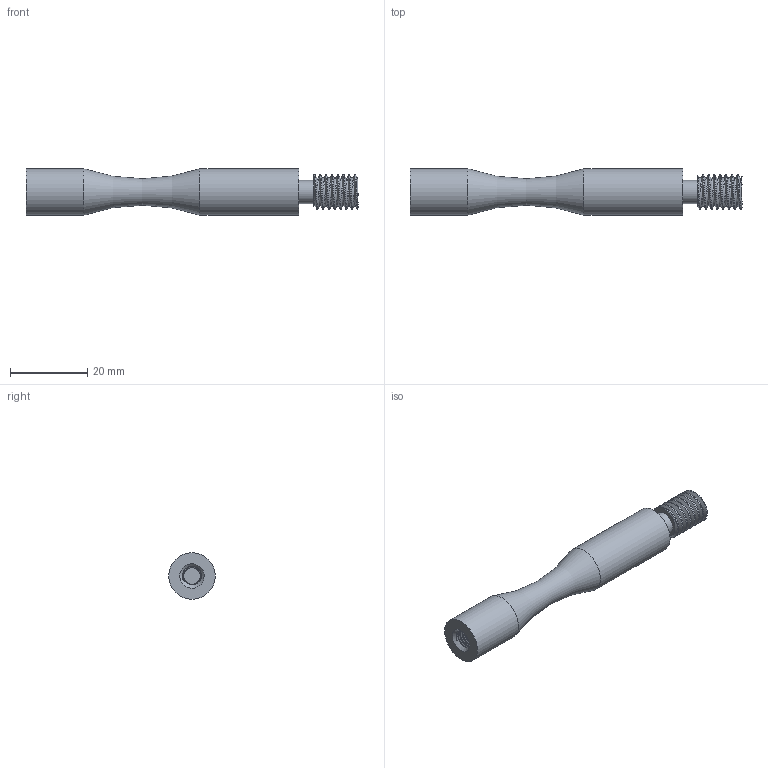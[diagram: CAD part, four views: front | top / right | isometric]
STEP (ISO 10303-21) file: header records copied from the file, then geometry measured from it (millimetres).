
FILE_DESCRIPTION(/* description */ (''),/* implementation_level */ '2;1');
FILE_NAME(/* name */ 'Verbindungsstifte_X220.stp',/* time_stamp */ '2017-07-25T10:54:06+02:00',/* author */ (''),/* organization */ (''),/* preprocessor_version */ 'ST-DEVELOPER v16',/* originating_system */ 'SIEMENS PLM Software NX 11.0',/* authorisation */ '');
FILE_SCHEMA (('AUTOMOTIVE_DESIGN { 1 0 10303 214 3 1 1 1 }'));
Length unit declared in the file: millimetre
Products named in the file (1): Goge113816A0n1ht
Bounding box: 85.88 x 12 x 12 mm (x, y, z)
Volume: 6849.8 mm3; surface area: 3407.2 mm2
Topology: 1 solids, 1 shells, 20 faces, 43 edges, 28 vertices
Faces by surface type: cylinder 7, plane 6, bspline 5, torus 1, cone 1
Full cylindrical faces by diameter (mm): 6 x1, 12 x2
Entity records: 7956 total; most frequent: CARTESIAN_POINT 7553, ORIENTED_EDGE 74, DIRECTION 63, EDGE_CURVE 37, AXIS2_PLACEMENT_3D 30, EDGE_LOOP 28, VERTEX_POINT 27, ADVANCED_FACE 20
